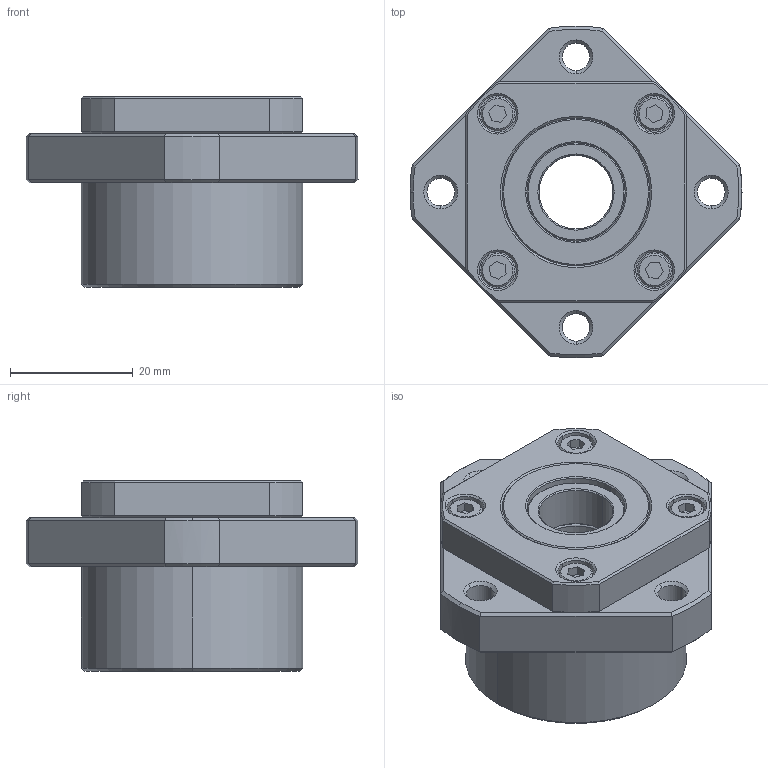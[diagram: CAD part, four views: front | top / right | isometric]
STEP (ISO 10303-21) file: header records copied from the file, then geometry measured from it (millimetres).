
FILE_DESCRIPTION (( 'STEP AP203' ), '1' );
FILE_NAME ('FK 12.STEP', '2014-10-24T07:10:25', ( 'star' ), ( '' ), 'SwSTEP 2.0', 'SolidWorks 2013', '' );
FILE_SCHEMA (( 'CONFIG_CONTROL_DESIGN' ));
Length unit declared in the file: millimetre
Products named in the file (7): FK 12; M3X5; FK 12 COLLAR; FK 12 BLOCK; FK 12 COVER; FK 12 OILSEAL; #7001A(12X28X8)
Assembly tree (12 placements, depth 2):
  FK 12
    FK 12 OILSEAL  x2
    M3X5  x4
    FK 12 BLOCK
    #7001A(12X28X8)  x2
    FK 12 COLLAR  x2
    FK 12 COVER
Bounding box: 54 x 53.96 x 31 mm (x, y, z)
Volume: 31264.3 mm3; surface area: 23003.1 mm2
Topology: 12 solids, 12 shells, 490 faces, 1374 edges, 840 vertices
Faces by surface type: plane 148, cone 120, cylinder 107, bspline 91, torus 24
Entity records: 17777 total; most frequent: CARTESIAN_POINT 8248, ORIENTED_EDGE 1868, DIRECTION 1712, EDGE_CURVE 934, AXIS2_PLACEMENT_3D 662, VERTEX_POINT 602, EDGE_LOOP 418, LINE 388
